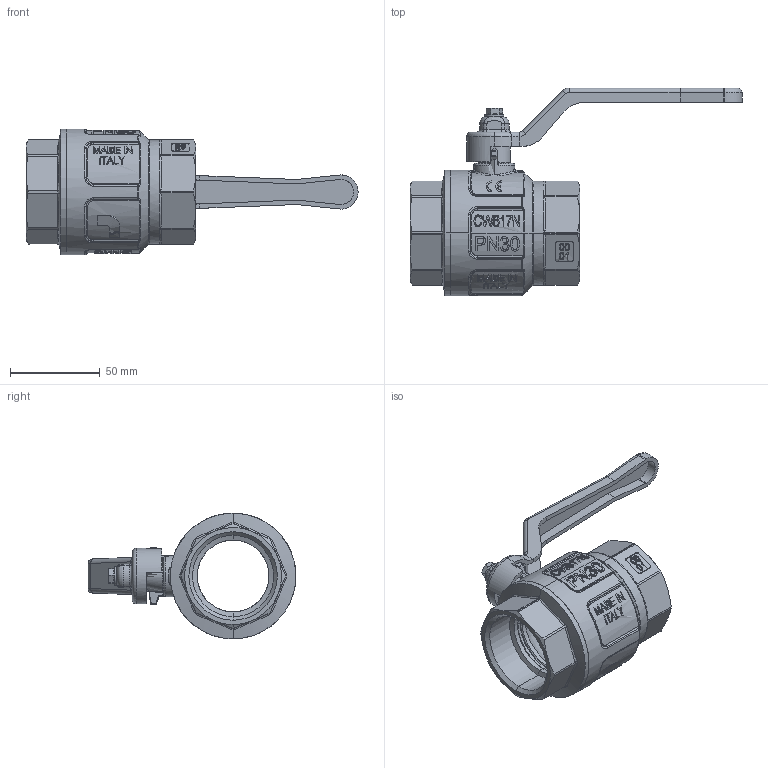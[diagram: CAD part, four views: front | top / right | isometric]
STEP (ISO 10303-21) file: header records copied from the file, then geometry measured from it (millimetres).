
FILE_DESCRIPTION (( 'STEP AP214' ), '1' );
FILE_NAME ('IT-IDEAL09008_R.STEP', '2018-09-21T10:04:56', ( '' ), ( '' ), 'SwSTEP 2.0', 'SolidWorks 2018', '' );
FILE_SCHEMA (( 'AUTOMOTIVE_DESIGN' ));
Products named in the file (1): IT-IDEAL09008_R
Bounding box: 184.99 x 115.8 x 70 mm (x, y, z)
Surface area: 52089.6 mm2 (no closed solid volume)
Topology: 0 solids, 9 shells, 985 faces, 2504 edges, 1580 vertices
Faces by surface type: plane 369, bspline 246, cylinder 214, torus 78, cone 43, sphere 35
Entity records: 53114 total; most frequent: CARTESIAN_POINT 35490, ORIENTED_EDGE 4853, EDGE_CURVE 2485, B_SPLINE_CURVE_WITH_KNOTS 2429, VERTEX_POINT 1580, DIRECTION 1482, EDGE_LOOP 1064, ADVANCED_FACE 982
